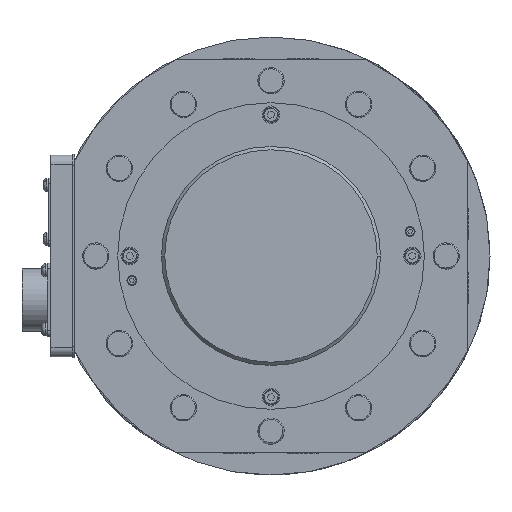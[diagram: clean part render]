
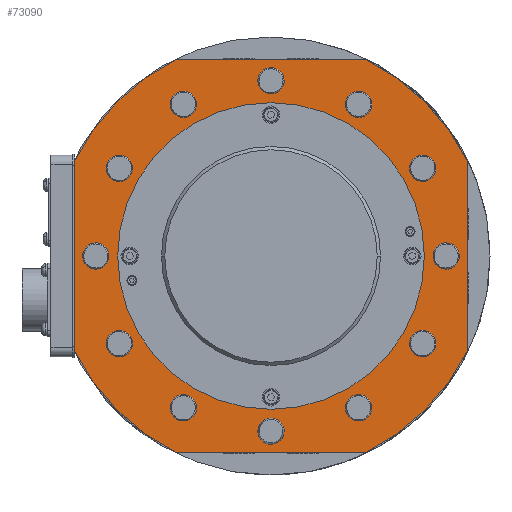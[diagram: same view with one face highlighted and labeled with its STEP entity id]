
A CAD part, front view. The second image highlights one B-rep face of the part: STEP entity #73090.
In plain terms, the highlighted planar face has unit normal (0, -1, 0).
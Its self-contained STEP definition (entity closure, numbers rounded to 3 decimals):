
#2388 = CARTESIAN_POINT ( 'NONE',  ( -89.5, 0., 43.474 ) ) ;
#3131 = EDGE_CURVE ( 'NONE', #84189, #13842, #34459, .T. ) ;
#3332 = EDGE_CURVE ( 'NONE', #29322, #62281, #56141, .T. ) ;
#5994 = CIRCLE ( 'NONE', #56245, 99.5 ) ;
#6549 = VERTEX_POINT ( 'NONE', #2388 ) ;
#8048 = LINE ( 'NONE', #35901, #62438 ) ;
#8903 = ORIENTED_EDGE ( 'NONE', *, *, #84913, .F. ) ;
#9187 = CARTESIAN_POINT ( 'NONE',  ( 89.5, 0., 43.474 ) ) ;
#10912 = CARTESIAN_POINT ( 'NONE',  ( 0., 0., 0. ) ) ;
#12540 = DIRECTION ( 'NONE',  ( 1., 0., 0. ) ) ;
#12628 = CARTESIAN_POINT ( 'NONE',  ( 70., 0., -89.5 ) ) ;
#12688 = DIRECTION ( 'NONE',  ( 0., -1., 0. ) ) ;
#13041 = ORIENTED_EDGE ( 'NONE', *, *, #52239, .T. ) ;
#13842 = VERTEX_POINT ( 'NONE', #18547 ) ;
#13853 = CIRCLE ( 'NONE', #25372, 99.5 ) ;
#14074 = EDGE_CURVE ( 'NONE', #22175, #6549, #45318, .T. ) ;
#14649 = CARTESIAN_POINT ( 'NONE',  ( 0., 0., 0. ) ) ;
#17098 = EDGE_CURVE ( 'NONE', #22175, #37553, #5994, .T. ) ;
#17294 = ORIENTED_EDGE ( 'NONE', *, *, #33677, .T. ) ;
#17513 = EDGE_CURVE ( 'NONE', #77613, #13842, #39106, .T. ) ;
#18431 = AXIS2_PLACEMENT_3D ( 'NONE', #37143, #29527, #71300 ) ;
#18547 = CARTESIAN_POINT ( 'NONE',  ( 89.5, 0., -43.474 ) ) ;
#18814 = CARTESIAN_POINT ( 'NONE',  ( 70., 0., 0. ) ) ;
#20150 = EDGE_LOOP ( 'NONE', ( #50423, #20714, #8903, #24793, #52731, #13041, #77695, #17294 ) ) ;
#20714 = ORIENTED_EDGE ( 'NONE', *, *, #17098, .T. ) ;
#20961 = DIRECTION ( 'NONE',  ( 0., -1., 0. ) ) ;
#22175 = VERTEX_POINT ( 'NONE', #85120 ) ;
#23155 = AXIS2_PLACEMENT_3D ( 'NONE', #27073, #12688, #60795 ) ;
#24408 = DIRECTION ( 'NONE',  ( -1., 0., 0. ) ) ;
#24793 = ORIENTED_EDGE ( 'NONE', *, *, #17513, .T. ) ;
#25372 = AXIS2_PLACEMENT_3D ( 'NONE', #10912, #26201, #24408 ) ;
#26024 = DIRECTION ( 'NONE',  ( 0., 1., 0. ) ) ;
#26201 = DIRECTION ( 'NONE',  ( 0., -1., 0. ) ) ;
#26860 = CARTESIAN_POINT ( 'NONE',  ( 89.5, 0., 0. ) ) ;
#27073 = CARTESIAN_POINT ( 'NONE',  ( 0., 0., 0. ) ) ;
#27467 = VECTOR ( 'NONE', #54263, 1000. ) ;
#27945 = CIRCLE ( 'NONE', #58112, 70. ) ;
#29322 = VERTEX_POINT ( 'NONE', #48012 ) ;
#29527 = DIRECTION ( 'NONE',  ( 0., -1., 0. ) ) ;
#31825 = EDGE_CURVE ( 'NONE', #81479, #64488, #8048, .T. ) ;
#32112 = CARTESIAN_POINT ( 'NONE',  ( 0., 0., 0. ) ) ;
#33677 = EDGE_CURVE ( 'NONE', #81479, #6549, #13853, .T. ) ;
#33902 = DIRECTION ( 'NONE',  ( -1., 0., 0. ) ) ;
#34459 = LINE ( 'NONE', #26860, #27467 ) ;
#35901 = CARTESIAN_POINT ( 'NONE',  ( 70., 0., 89.5 ) ) ;
#37143 = CARTESIAN_POINT ( 'NONE',  ( 0., 0., 0. ) ) ;
#37553 = VERTEX_POINT ( 'NONE', #79245 ) ;
#37726 = ORIENTED_EDGE ( 'NONE', *, *, #59092, .F. ) ;
#38855 = ORIENTED_EDGE ( 'NONE', *, *, #3332, .F. ) ;
#39106 = CIRCLE ( 'NONE', #46220, 99.5 ) ;
#39314 = DIRECTION ( 'NONE',  ( 0., -1., 0. ) ) ;
#39523 = FACE_BOUND ( 'NONE', #59429, .T. ) ;
#42085 = DIRECTION ( 'NONE',  ( -1., 0., 0. ) ) ;
#43074 = DIRECTION ( 'NONE',  ( 1., 0., 0. ) ) ;
#45318 = LINE ( 'NONE', #59265, #84586 ) ;
#46220 = AXIS2_PLACEMENT_3D ( 'NONE', #32112, #39314, #33902 ) ;
#46779 = LINE ( 'NONE', #12628, #76618 ) ;
#48007 = DIRECTION ( 'NONE',  ( 0., -1., 0. ) ) ;
#48012 = CARTESIAN_POINT ( 'NONE',  ( -70., 0., 0. ) ) ;
#50423 = ORIENTED_EDGE ( 'NONE', *, *, #14074, .F. ) ;
#50619 = CARTESIAN_POINT ( 'NONE',  ( 70., 0., 0. ) ) ;
#50863 = PLANE ( 'NONE',  #72645 ) ;
#52239 = EDGE_CURVE ( 'NONE', #84189, #64488, #60116, .T. ) ;
#52731 = ORIENTED_EDGE ( 'NONE', *, *, #3131, .F. ) ;
#54263 = DIRECTION ( 'NONE',  ( 0., 0., -1. ) ) ;
#54426 = DIRECTION ( 'NONE',  ( -1., 0., 0. ) ) ;
#54784 = DIRECTION ( 'NONE',  ( -1., 0., 0. ) ) ;
#56141 = CIRCLE ( 'NONE', #23155, 70. ) ;
#56245 = AXIS2_PLACEMENT_3D ( 'NONE', #88470, #48007, #54784 ) ;
#58112 = AXIS2_PLACEMENT_3D ( 'NONE', #14649, #20961, #42085 ) ;
#59092 = EDGE_CURVE ( 'NONE', #62281, #29322, #27945, .T. ) ;
#59265 = CARTESIAN_POINT ( 'NONE',  ( -89.5, 0., 0. ) ) ;
#59429 = EDGE_LOOP ( 'NONE', ( #38855, #37726 ) ) ;
#60116 = CIRCLE ( 'NONE', #18431, 99.5 ) ;
#60795 = DIRECTION ( 'NONE',  ( -1., 0., 0. ) ) ;
#61528 = CARTESIAN_POINT ( 'NONE',  ( 43.474, 0., -89.5 ) ) ;
#62281 = VERTEX_POINT ( 'NONE', #50619 ) ;
#62438 = VECTOR ( 'NONE', #43074, 1000. ) ;
#64488 = VERTEX_POINT ( 'NONE', #68093 ) ;
#65986 = DIRECTION ( 'NONE',  ( 0., 0., 1. ) ) ;
#67694 = CARTESIAN_POINT ( 'NONE',  ( -43.474, 0., 89.5 ) ) ;
#68093 = CARTESIAN_POINT ( 'NONE',  ( 43.474, 0., 89.5 ) ) ;
#71300 = DIRECTION ( 'NONE',  ( -1., 0., 0. ) ) ;
#72645 = AXIS2_PLACEMENT_3D ( 'NONE', #18814, #26024, #12540 ) ;
#73090 = ADVANCED_FACE ( 'NONE', ( #39523, #80392 ), #50863, .F. ) ;
#76618 = VECTOR ( 'NONE', #54426, 1000. ) ;
#77613 = VERTEX_POINT ( 'NONE', #61528 ) ;
#77695 = ORIENTED_EDGE ( 'NONE', *, *, #31825, .F. ) ;
#79245 = CARTESIAN_POINT ( 'NONE',  ( -43.474, 0., -89.5 ) ) ;
#80392 = FACE_OUTER_BOUND ( 'NONE', #20150, .T. ) ;
#81479 = VERTEX_POINT ( 'NONE', #67694 ) ;
#84189 = VERTEX_POINT ( 'NONE', #9187 ) ;
#84586 = VECTOR ( 'NONE', #65986, 1000. ) ;
#84913 = EDGE_CURVE ( 'NONE', #77613, #37553, #46779, .T. ) ;
#85120 = CARTESIAN_POINT ( 'NONE',  ( -89.5, 0., -43.474 ) ) ;
#88470 = CARTESIAN_POINT ( 'NONE',  ( 0., 0., 0. ) ) ;
